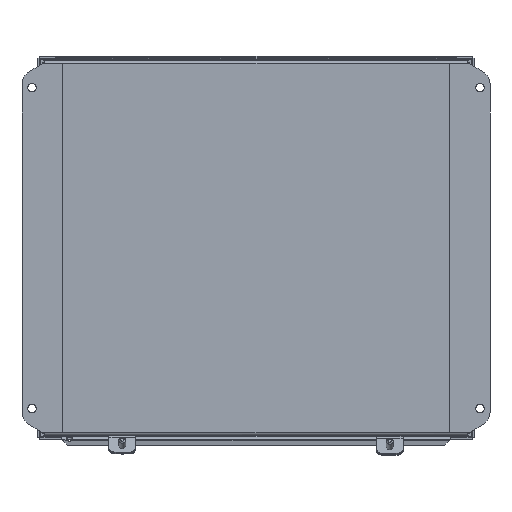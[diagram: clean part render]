
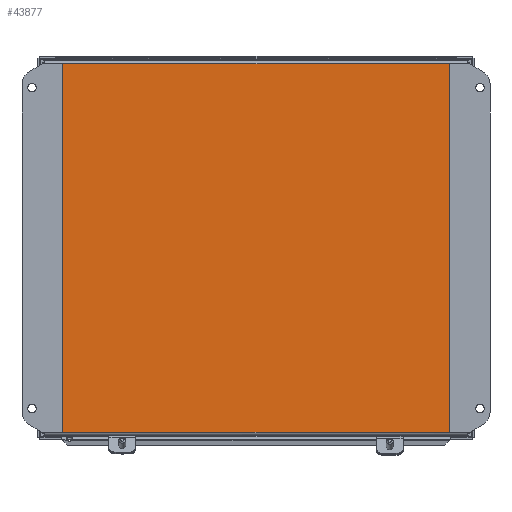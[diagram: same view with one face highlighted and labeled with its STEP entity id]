
A CAD part, left-side view. The second image highlights one B-rep face of the part: STEP entity #43877.
In plain terms, the highlighted face is planar.
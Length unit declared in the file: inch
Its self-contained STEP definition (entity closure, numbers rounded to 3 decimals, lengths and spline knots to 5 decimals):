
#1573 = EDGE_CURVE ( 'NONE', #23169, #19683, #21441, .T. ) ;
#2457 = CARTESIAN_POINT ( 'NONE',  ( -6.892, 0., 7.892 ) ) ;
#4721 = CARTESIAN_POINT ( 'NONE',  ( -7., 0., -8. ) ) ;
#4874 = VECTOR ( 'NONE', #39650, 39.37008 ) ;
#6331 = DIRECTION ( 'NONE',  ( 0., 0., 1. ) ) ;
#7125 = ORIENTED_EDGE ( 'NONE', *, *, #31681, .F. ) ;
#7135 = VERTEX_POINT ( 'NONE', #28626 ) ;
#10264 = EDGE_CURVE ( 'NONE', #16695, #23169, #22417, .T. ) ;
#11303 = DIRECTION ( 'NONE',  ( 0., 0., -1. ) ) ;
#11572 = DIRECTION ( 'NONE',  ( 0., 0., -1. ) ) ;
#11922 = DIRECTION ( 'NONE',  ( 1., 0., 0. ) ) ;
#14716 = CARTESIAN_POINT ( 'NONE',  ( 6.892, 0., -7.892 ) ) ;
#15614 = VECTOR ( 'NONE', #11922, 39.37008 ) ;
#16695 = VERTEX_POINT ( 'NONE', #37381 ) ;
#19683 = VERTEX_POINT ( 'NONE', #37175 ) ;
#19918 = CARTESIAN_POINT ( 'NONE',  ( -6.892, 0., 7.892 ) ) ;
#21441 = LINE ( 'NONE', #38535, #23016 ) ;
#22331 = VECTOR ( 'NONE', #6331, 39.37008 ) ;
#22417 = LINE ( 'NONE', #2457, #4874 ) ;
#23016 = VECTOR ( 'NONE', #11572, 39.37008 ) ;
#23169 = VERTEX_POINT ( 'NONE', #19918 ) ;
#24632 = ORIENTED_EDGE ( 'NONE', *, *, #1573, .F. ) ;
#27931 = FACE_OUTER_BOUND ( 'NONE', #40433, .T. ) ;
#28626 = CARTESIAN_POINT ( 'NONE',  ( 6.892, 0., -7.892 ) ) ;
#28872 = EDGE_CURVE ( 'NONE', #7135, #16695, #40401, .T. ) ;
#31283 = ORIENTED_EDGE ( 'NONE', *, *, #10264, .F. ) ;
#31681 = EDGE_CURVE ( 'NONE', #19683, #7135, #33656, .T. ) ;
#32138 = AXIS2_PLACEMENT_3D ( 'NONE', #4721, #41579, #11303 ) ;
#33656 = LINE ( 'NONE', #14716, #15614 ) ;
#37045 = ORIENTED_EDGE ( 'NONE', *, *, #28872, .F. ) ;
#37175 = CARTESIAN_POINT ( 'NONE',  ( -6.892, 0., -7.892 ) ) ;
#37381 = CARTESIAN_POINT ( 'NONE',  ( 6.892, 0., 7.892 ) ) ;
#38535 = CARTESIAN_POINT ( 'NONE',  ( -6.892, 0., -7.892 ) ) ;
#39650 = DIRECTION ( 'NONE',  ( -1., 0., 0. ) ) ;
#40401 = LINE ( 'NONE', #44042, #22331 ) ;
#40433 = EDGE_LOOP ( 'NONE', ( #7125, #24632, #31283, #37045 ) ) ;
#41579 = DIRECTION ( 'NONE',  ( 0., -1., 0. ) ) ;
#41725 = PLANE ( 'NONE',  #32138 ) ;
#43877 = ADVANCED_FACE ( 'NONE', ( #27931 ), #41725, .F. ) ;
#44042 = CARTESIAN_POINT ( 'NONE',  ( 6.892, 0., 7.892 ) ) ;
